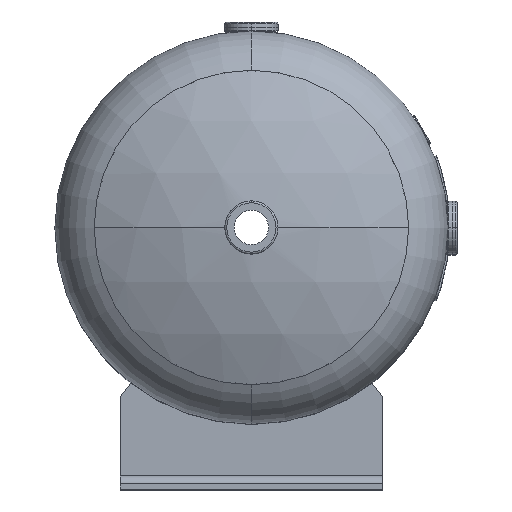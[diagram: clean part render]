
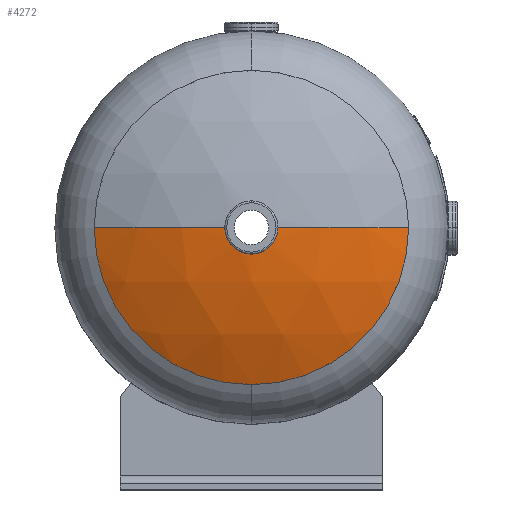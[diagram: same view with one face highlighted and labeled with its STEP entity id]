
A CAD part, top view. The second image highlights one B-rep face of the part: STEP entity #4272.
In plain terms, the highlighted spherical face has radius 274.32 mm.
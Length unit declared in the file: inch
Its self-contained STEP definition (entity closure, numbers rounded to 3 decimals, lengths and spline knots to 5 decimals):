
#40 = CIRCLE ( 'NONE', #4633, 4.8 ) ;
#91 = DIRECTION ( 'NONE',  ( 0., 0., -1. ) ) ;
#559 = DIRECTION ( 'NONE',  ( 0., 1., 0. ) ) ;
#563 = FACE_OUTER_BOUND ( 'NONE', #4899, .T. ) ;
#708 = CARTESIAN_POINT ( 'NONE',  ( -4.8, 3.71013, 0. ) ) ;
#801 = CARTESIAN_POINT ( 'NONE',  ( 0., -5.96458, 0. ) ) ;
#885 = EDGE_CURVE ( 'NONE', #10393, #3220, #10152, .T. ) ;
#886 = ORIENTED_EDGE ( 'NONE', *, *, #885, .F. ) ;
#1162 = ORIENTED_EDGE ( 'NONE', *, *, #4143, .F. ) ;
#1278 = CARTESIAN_POINT ( 'NONE',  ( 0., 3.71013, 4.8 ) ) ;
#1382 = AXIS2_PLACEMENT_3D ( 'NONE', #9667, #10702, #2183 ) ;
#1678 = CIRCLE ( 'NONE', #3006, 10.8 ) ;
#2183 = DIRECTION ( 'NONE',  ( 1., 0., 0. ) ) ;
#2953 = CARTESIAN_POINT ( 'NONE',  ( 0., 3.71013, 0. ) ) ;
#3006 = AXIS2_PLACEMENT_3D ( 'NONE', #801, #9117, #11014 ) ;
#3171 = CARTESIAN_POINT ( 'NONE',  ( 4.8, 3.71013, 0. ) ) ;
#3200 = CIRCLE ( 'NONE', #4557, 4.8 ) ;
#3220 = VERTEX_POINT ( 'NONE', #11745 ) ;
#3531 = AXIS2_PLACEMENT_3D ( 'NONE', #7263, #10963, #4534 ) ;
#4143 = EDGE_CURVE ( 'NONE', #7475, #8184, #40, .T. ) ;
#4272 = ADVANCED_FACE ( 'NONE', ( #563 ), #6771, .T. ) ;
#4534 = DIRECTION ( 'NONE',  ( -1., 0., 0. ) ) ;
#4557 = AXIS2_PLACEMENT_3D ( 'NONE', #2953, #5620, #6652 ) ;
#4633 = AXIS2_PLACEMENT_3D ( 'NONE', #11261, #10218, #91 ) ;
#4899 = EDGE_LOOP ( 'NONE', ( #886, #5290, #9643, #1162, #9907 ) ) ;
#5290 = ORIENTED_EDGE ( 'NONE', *, *, #8102, .T. ) ;
#5509 = AXIS2_PLACEMENT_3D ( 'NONE', #9723, #559, #8028 ) ;
#5620 = DIRECTION ( 'NONE',  ( 0., -1., 0. ) ) ;
#5694 = EDGE_CURVE ( 'NONE', #8184, #8596, #3200, .T. ) ;
#6652 = DIRECTION ( 'NONE',  ( 0., 0., -1. ) ) ;
#6771 = SPHERICAL_SURFACE ( 'NONE', #1382, 10.8 ) ;
#7196 = CIRCLE ( 'NONE', #3531, 10.8 ) ;
#7263 = CARTESIAN_POINT ( 'NONE',  ( 0., -5.96458, 0. ) ) ;
#7475 = VERTEX_POINT ( 'NONE', #3171 ) ;
#8028 = DIRECTION ( 'NONE',  ( 0., 0., -1. ) ) ;
#8102 = EDGE_CURVE ( 'NONE', #10393, #8596, #1678, .T. ) ;
#8184 = VERTEX_POINT ( 'NONE', #1278 ) ;
#8596 = VERTEX_POINT ( 'NONE', #708 ) ;
#9117 = DIRECTION ( 'NONE',  ( 0., 0., 1. ) ) ;
#9643 = ORIENTED_EDGE ( 'NONE', *, *, #5694, .F. ) ;
#9667 = CARTESIAN_POINT ( 'NONE',  ( 0., -5.96458, 0. ) ) ;
#9723 = CARTESIAN_POINT ( 'NONE',  ( 0., 4.81189, 0. ) ) ;
#9907 = ORIENTED_EDGE ( 'NONE', *, *, #11011, .F. ) ;
#10152 = CIRCLE ( 'NONE', #5509, 0.7125 ) ;
#10218 = DIRECTION ( 'NONE',  ( 0., -1., 0. ) ) ;
#10393 = VERTEX_POINT ( 'NONE', #10826 ) ;
#10702 = DIRECTION ( 'NONE',  ( 0., 0., 1. ) ) ;
#10826 = CARTESIAN_POINT ( 'NONE',  ( -0.7125, 4.81189, 0. ) ) ;
#10963 = DIRECTION ( 'NONE',  ( 0., 0., -1. ) ) ;
#11011 = EDGE_CURVE ( 'NONE', #3220, #7475, #7196, .T. ) ;
#11014 = DIRECTION ( 'NONE',  ( 1., 0., 0. ) ) ;
#11261 = CARTESIAN_POINT ( 'NONE',  ( 0., 3.71013, 0. ) ) ;
#11745 = CARTESIAN_POINT ( 'NONE',  ( 0.7125, 4.81189, 0. ) ) ;
